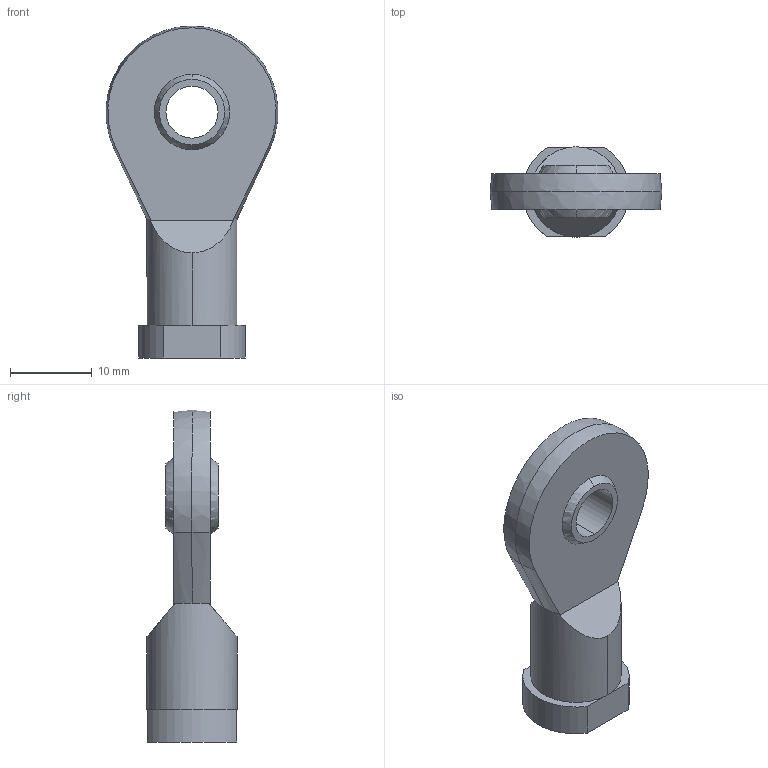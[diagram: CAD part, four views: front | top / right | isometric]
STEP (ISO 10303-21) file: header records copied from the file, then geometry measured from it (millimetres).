
FILE_DESCRIPTION(('STEP AP214'),'1');
FILE_NAME('cctmp_EC124913-E839-46D4-8845-896C65B86239_2019_9_4_15_44_22_530..stp','2019-09-04T13:44:22',('igus GmbH'),('CADClick - www.CADClick.com'),'Spatial InterOp 3D',' ','unknown authorization');
FILE_SCHEMA(('AUTOMOTIVE_DESIGN'));
Length unit declared in the file: millimetre
Products named in the file (3): 2019_09_04__15-44-22-530
Assembly tree (2 placements, depth 2):
  (unnamed)
    2019_09_04__15-44-22-530
    2019_09_04__15-44-22-530
Bounding box: 20.96 x 11 x 40.5 mm (x, y, z)
Volume: 2924.3 mm3; surface area: 2408.3 mm2
Topology: 2 solids, 2 shells, 33 faces, 92 edges, 54 vertices
Faces by surface type: plane 13, cylinder 8, sphere 6, cone 6
Entity records: 1350 total; most frequent: DIRECTION 200, CARTESIAN_POINT 178, ORIENTED_EDGE 160, AXIS2_PLACEMENT_3D 88, EDGE_CURVE 80, VERTEX_POINT 54, CIRCLE 44, EDGE_LOOP 40
